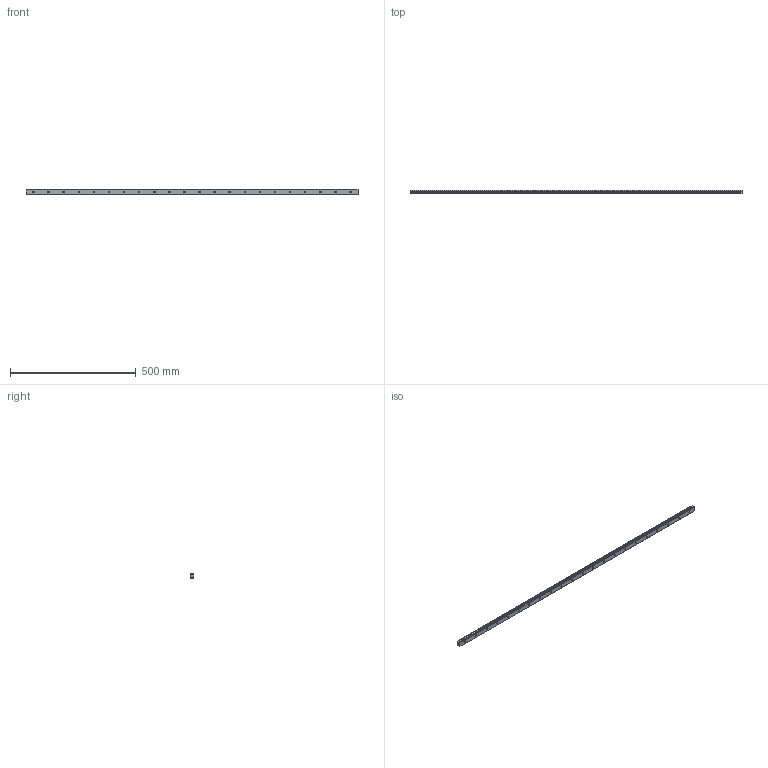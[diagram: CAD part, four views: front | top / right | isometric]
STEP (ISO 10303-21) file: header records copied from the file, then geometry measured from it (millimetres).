
FILE_DESCRIPTION (( 'STEP AP214' ), '1' );
FILE_NAME ('SSR20XTB1SS-1320L_G30_0_B-M6F_626-75_0_0_0.STEP', '2021-06-25T07:50:22', ( '' ), ( '' ), 'SwSTEP 2.0', 'SolidWorks 2021', '' );
FILE_SCHEMA (( 'AUTOMOTIVE_DESIGN' ));
Length unit declared in the file: millimetre
Products named in the file (2): _SSR20XTB132030 Track; SSR20XTB1SS-1320L_G30_0_B-M6F_626-75_0_0_0
Assembly tree (1 placements, depth 2):
  SSR20XTB1SS-1320L_G30_0_B-M6F_626-75_0_0_0
    _SSR20XTB132030 Track
Bounding box: 1320 x 15.5 x 20 mm (x, y, z)
Volume: 349516.6 mm3; surface area: 105723.8 mm2
Topology: 1 solids, 1 shells, 137 faces, 339 edges, 226 vertices
Faces by surface type: cylinder 95, plane 42
Entity records: 4317 total; most frequent: DIRECTION 811, CARTESIAN_POINT 706, ORIENTED_EDGE 678, EDGE_CURVE 339, AXIS2_PLACEMENT_3D 331, VERTEX_POINT 226, EDGE_LOOP 203, CIRCLE 190
